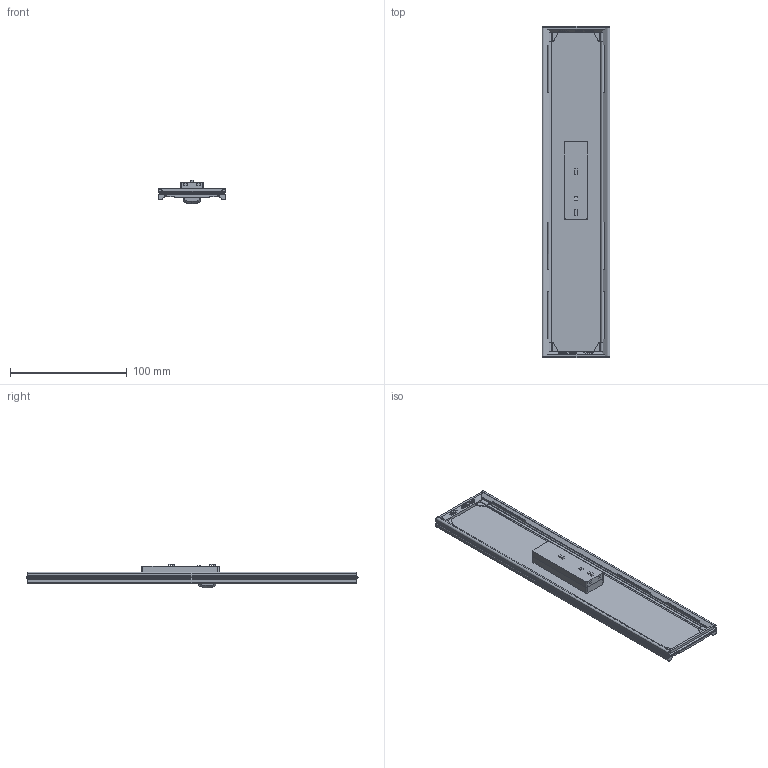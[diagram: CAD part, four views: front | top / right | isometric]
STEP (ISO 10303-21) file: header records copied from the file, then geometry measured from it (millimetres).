
FILE_DESCRIPTION(/* description */ ('This is a sample STEP configuration'),/* implementation_level */ '2;1');
FILE_NAME(/* name */ '610-0297xxxxxxxxx SIMPLE.ipt_Rev_00.stp',/* time_stamp */ '2023-05-11T11:15:55+02:00',/* author */ ('powerJobs'),/* organization */ ('coolOrange'),/* preprocessor_version */ 'ST-DEVELOPER v19.2',/* originating_system */ 'Autodesk Inventor 2023',/* authorisation */ '');
FILE_SCHEMA (('AUTOMOTIVE_DESIGN { 1 0 10303 214 3 1 1 }'));
Length unit declared in the file: millimetre
Products named in the file (1): ENG000029116
Bounding box: 58 x 283.9 x 20.3 mm (x, y, z)
Volume: 33655.2 mm3; surface area: 57486.5 mm2
Topology: 1 solids, 3 shells, 1375 faces, 3900 edges, 2593 vertices
Faces by surface type: plane 1210, cylinder 139, bspline 14, cone 12
Entity records: 47665 total; most frequent: CARTESIAN_POINT 11856, ORIENTED_EDGE 7800, DIRECTION 6808, EDGE_CURVE 3900, LINE 3434, VECTOR 3434, VERTEX_POINT 2593, AXIS2_PLACEMENT_3D 1687
